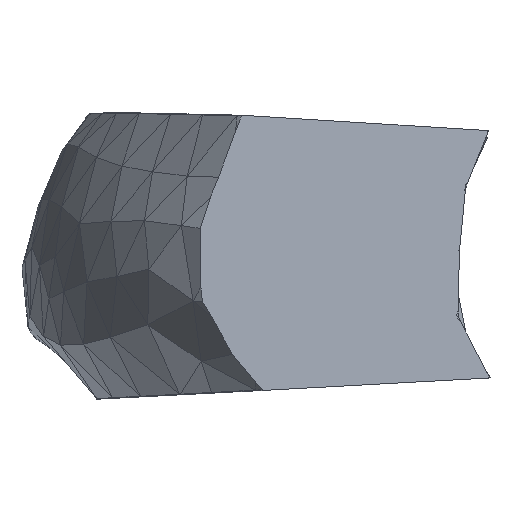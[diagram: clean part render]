
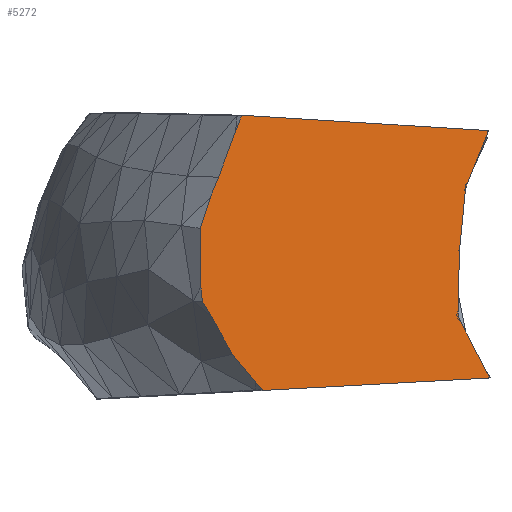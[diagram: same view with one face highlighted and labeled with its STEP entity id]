
A CAD part, left-side view. The second image highlights one B-rep face of the part: STEP entity #5272.
In plain terms, the highlighted planar face has unit normal (-0.705, -0.708, 0.038).
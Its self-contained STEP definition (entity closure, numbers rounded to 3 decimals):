
#376=FACE_OUTER_BOUND('',#738,.T.);
#738=EDGE_LOOP('',(#4525,#4526,#4527,#4528,#4529,#4530,#4531,#4532,#4533,
#4534,#4535,#4536,#4537,#4538,#4539,#4540,#4541,#4542,#4543,#4544,#4545,
#4546,#4547,#4548));
#789=LINE('',#7174,#1484);
#990=LINE('',#7568,#1685);
#1084=LINE('',#7764,#1779);
#1087=LINE('',#7770,#1782);
#1130=LINE('',#7856,#1825);
#1311=LINE('',#8219,#2006);
#1338=LINE('',#8272,#2033);
#1340=LINE('',#8276,#2035);
#1350=LINE('',#8296,#2045);
#1383=LINE('',#8355,#2078);
#1393=LINE('',#8373,#2088);
#1411=LINE('',#8417,#2106);
#1413=LINE('',#8422,#2108);
#1415=LINE('',#8426,#2110);
#1417=LINE('',#8430,#2112);
#1419=LINE('',#8434,#2114);
#1421=LINE('',#8438,#2116);
#1423=LINE('',#8441,#2118);
#1424=LINE('',#8444,#2119);
#1426=LINE('',#8448,#2121);
#1428=LINE('',#8451,#2123);
#1429=LINE('',#8454,#2124);
#1431=LINE('',#8458,#2126);
#1433=LINE('',#8461,#2128);
#1484=VECTOR('',#5715,10.);
#1685=VECTOR('',#6064,10.);
#1779=VECTOR('',#6310,10.);
#1782=VECTOR('',#6315,10.);
#1825=VECTOR('',#6400,10.);
#2006=VECTOR('',#6781,10.);
#2033=VECTOR('',#6842,10.);
#2035=VECTOR('',#6846,10.);
#2045=VECTOR('',#6864,10.);
#2078=VECTOR('',#6927,10.);
#2088=VECTOR('',#6951,10.);
#2106=VECTOR('',#7019,10.);
#2108=VECTOR('',#7025,10.);
#2110=VECTOR('',#7029,10.);
#2112=VECTOR('',#7033,10.);
#2114=VECTOR('',#7037,10.);
#2116=VECTOR('',#7041,10.);
#2118=VECTOR('',#7045,10.);
#2119=VECTOR('',#7048,10.);
#2121=VECTOR('',#7052,10.);
#2123=VECTOR('',#7056,10.);
#2124=VECTOR('',#7059,10.);
#2126=VECTOR('',#7063,10.);
#2128=VECTOR('',#7067,10.);
#2173=VERTEX_POINT('',#7171);
#2174=VERTEX_POINT('',#7173);
#2292=VERTEX_POINT('',#7566);
#2293=VERTEX_POINT('',#7567);
#2319=VERTEX_POINT('',#7763);
#2321=VERTEX_POINT('',#7769);
#2343=VERTEX_POINT('',#7855);
#2424=VERTEX_POINT('',#8217);
#2425=VERTEX_POINT('',#8218);
#2434=VERTEX_POINT('',#8271);
#2435=VERTEX_POINT('',#8275);
#2440=VERTEX_POINT('',#8294);
#2441=VERTEX_POINT('',#8295);
#2453=VERTEX_POINT('',#8372);
#2454=VERTEX_POINT('',#8416);
#2455=VERTEX_POINT('',#8421);
#2456=VERTEX_POINT('',#8425);
#2457=VERTEX_POINT('',#8429);
#2458=VERTEX_POINT('',#8433);
#2459=VERTEX_POINT('',#8437);
#2460=VERTEX_POINT('',#8443);
#2461=VERTEX_POINT('',#8447);
#2462=VERTEX_POINT('',#8453);
#2463=VERTEX_POINT('',#8457);
#2514=EDGE_CURVE('',#2174,#2173,#789,.T.);
#2715=EDGE_CURVE('',#2292,#2293,#990,.T.);
#2809=EDGE_CURVE('',#2319,#2292,#1084,.T.);
#2812=EDGE_CURVE('',#2321,#2319,#1087,.T.);
#2855=EDGE_CURVE('',#2343,#2321,#1130,.T.);
#3036=EDGE_CURVE('',#2424,#2425,#1311,.T.);
#3063=EDGE_CURVE('',#2434,#2424,#1338,.T.);
#3065=EDGE_CURVE('',#2435,#2434,#1340,.T.);
#3075=EDGE_CURVE('',#2440,#2441,#1350,.T.);
#3108=EDGE_CURVE('',#2441,#2435,#1383,.T.);
#3118=EDGE_CURVE('',#2453,#2440,#1393,.T.);
#3136=EDGE_CURVE('',#2454,#2453,#1411,.T.);
#3138=EDGE_CURVE('',#2293,#2455,#1413,.T.);
#3140=EDGE_CURVE('',#2455,#2456,#1415,.T.);
#3142=EDGE_CURVE('',#2456,#2457,#1417,.T.);
#3144=EDGE_CURVE('',#2457,#2458,#1419,.T.);
#3146=EDGE_CURVE('',#2458,#2459,#1421,.T.);
#3148=EDGE_CURVE('',#2425,#2343,#1423,.T.);
#3149=EDGE_CURVE('',#2459,#2460,#1424,.T.);
#3151=EDGE_CURVE('',#2460,#2461,#1426,.T.);
#3153=EDGE_CURVE('',#2461,#2174,#1428,.T.);
#3154=EDGE_CURVE('',#2173,#2462,#1429,.T.);
#3156=EDGE_CURVE('',#2462,#2463,#1431,.T.);
#3158=EDGE_CURVE('',#2463,#2454,#1433,.T.);
#4525=ORIENTED_EDGE('',*,*,#3138,.T.);
#4526=ORIENTED_EDGE('',*,*,#3140,.T.);
#4527=ORIENTED_EDGE('',*,*,#3142,.T.);
#4528=ORIENTED_EDGE('',*,*,#3144,.T.);
#4529=ORIENTED_EDGE('',*,*,#3146,.T.);
#4530=ORIENTED_EDGE('',*,*,#3149,.T.);
#4531=ORIENTED_EDGE('',*,*,#3151,.T.);
#4532=ORIENTED_EDGE('',*,*,#3153,.T.);
#4533=ORIENTED_EDGE('',*,*,#2514,.T.);
#4534=ORIENTED_EDGE('',*,*,#3154,.T.);
#4535=ORIENTED_EDGE('',*,*,#3156,.T.);
#4536=ORIENTED_EDGE('',*,*,#3158,.T.);
#4537=ORIENTED_EDGE('',*,*,#3136,.T.);
#4538=ORIENTED_EDGE('',*,*,#3118,.T.);
#4539=ORIENTED_EDGE('',*,*,#3075,.T.);
#4540=ORIENTED_EDGE('',*,*,#3108,.T.);
#4541=ORIENTED_EDGE('',*,*,#3065,.T.);
#4542=ORIENTED_EDGE('',*,*,#3063,.T.);
#4543=ORIENTED_EDGE('',*,*,#3036,.T.);
#4544=ORIENTED_EDGE('',*,*,#3148,.T.);
#4545=ORIENTED_EDGE('',*,*,#2855,.T.);
#4546=ORIENTED_EDGE('',*,*,#2812,.T.);
#4547=ORIENTED_EDGE('',*,*,#2809,.T.);
#4548=ORIENTED_EDGE('',*,*,#2715,.T.);
#4910=PLANE('',#5648);
#5272=ADVANCED_FACE('',(#376),#4910,.T.);
#5648=AXIS2_PLACEMENT_3D('',#8462,#7068,#7069);
#5715=DIRECTION('',(0.709,-0.704,0.039));
#6064=DIRECTION('',(-0.391,0.344,-0.853));
#6310=DIRECTION('',(-0.372,0.324,-0.87));
#6315=DIRECTION('',(-0.376,0.329,-0.866));
#6400=DIRECTION('',(-0.063,0.009,-0.998));
#6781=DIRECTION('',(0.073,-0.019,0.997));
#6842=DIRECTION('',(0.389,-0.342,0.855));
#6846=DIRECTION('',(0.288,-0.237,0.928));
#6864=DIRECTION('',(0.149,-0.096,0.984));
#6927=DIRECTION('',(0.253,-0.201,0.946));
#6951=DIRECTION('',(0.078,-0.024,0.997));
#7019=DIRECTION('',(-0.003,0.056,0.998));
#7025=DIRECTION('',(-0.34,0.291,-0.894));
#7029=DIRECTION('',(-0.043,-0.01,-0.999));
#7033=DIRECTION('',(0.053,-0.106,-0.993));
#7037=DIRECTION('',(0.423,-0.463,-0.779));
#7041=DIRECTION('',(0.403,-0.444,-0.8));
#7045=DIRECTION('',(-0.707,0.706,0.044));
#7048=DIRECTION('',(0.514,-0.547,-0.661));
#7052=DIRECTION('',(0.52,-0.553,-0.651));
#7056=DIRECTION('',(0.001,-0.054,-0.999));
#7059=DIRECTION('',(-0.001,0.054,0.999));
#7063=DIRECTION('',(-0.385,0.427,0.819));
#7067=DIRECTION('',(-0.333,0.378,0.864));
#7068=DIRECTION('center_axis',(-0.705,-0.708,0.038));
#7069=DIRECTION('ref_axis',(0.053,0.,0.999));
#7171=CARTESIAN_POINT('',(-6.458,101.625,1003.336));
#7173=CARTESIAN_POINT('',(-13.44,108.561,1002.956));
#7174=CARTESIAN_POINT('',(-1.771,96.969,1003.592));
#7566=CARTESIAN_POINT('',(-14.424,109.888,1009.456));
#7567=CARTESIAN_POINT('',(-14.704,110.134,1008.847));
#7568=CARTESIAN_POINT('',(-12.793,108.453,1013.015));
#7763=CARTESIAN_POINT('',(-13.83,109.371,1010.848));
#7764=CARTESIAN_POINT('',(-12.615,108.312,1013.693));
#7769=CARTESIAN_POINT('',(-13.623,109.19,1011.324));
#7770=CARTESIAN_POINT('',(-12.614,108.309,1013.649));
#7855=CARTESIAN_POINT('',(-13.622,109.19,1011.344));
#7856=CARTESIAN_POINT('',(-13.725,109.205,1009.7));
#8217=CARTESIAN_POINT('',(-6.096,101.665,1010.855));
#8218=CARTESIAN_POINT('',(-6.094,101.665,1010.875));
#8219=CARTESIAN_POINT('',(-6.216,101.697,1009.209));
#8271=CARTESIAN_POINT('',(-6.869,102.345,1009.157));
#8272=CARTESIAN_POINT('',(-5.896,101.49,1011.293));
#8275=CARTESIAN_POINT('',(-6.88,102.354,1009.12));
#8276=CARTESIAN_POINT('',(-6.7,102.206,1009.699));
#8294=CARTESIAN_POINT('',(-7.172,102.543,1007.215));
#8295=CARTESIAN_POINT('',(-6.889,102.361,1009.086));
#8296=CARTESIAN_POINT('',(-7.061,102.472,1007.95));
#8355=CARTESIAN_POINT('',(-6.761,102.259,1009.566));
#8372=CARTESIAN_POINT('',(-7.315,102.588,1005.383));
#8373=CARTESIAN_POINT('',(-7.229,102.561,1006.494));
#8416=CARTESIAN_POINT('',(-7.315,102.579,1005.216));
#8417=CARTESIAN_POINT('',(-7.317,102.627,1006.071));
#8421=CARTESIAN_POINT('',(-15.066,110.444,1007.896));
#8422=CARTESIAN_POINT('',(-13.671,109.251,1011.557));
#8425=CARTESIAN_POINT('',(-15.143,110.426,1006.111));
#8426=CARTESIAN_POINT('',(-15.07,110.443,1007.799));
#8429=CARTESIAN_POINT('',(-15.119,110.379,1005.676));
#8430=CARTESIAN_POINT('',(-15.094,110.328,1005.194));
#8433=CARTESIAN_POINT('',(-14.881,110.119,1005.238));
#8434=CARTESIAN_POINT('',(-12.24,107.228,1000.378));
#8437=CARTESIAN_POINT('',(-14.288,109.464,1004.059));
#8438=CARTESIAN_POINT('',(-12.488,107.48,1000.484));
#8441=CARTESIAN_POINT('',(-0.902,96.474,1010.552));
#8443=CARTESIAN_POINT('',(-13.638,108.772,1003.222));
#8444=CARTESIAN_POINT('',(-11.136,106.108,1000.004));
#8447=CARTESIAN_POINT('',(-13.44,108.562,1002.976));
#8448=CARTESIAN_POINT('',(-11.055,106.026,999.988));
#8451=CARTESIAN_POINT('',(-13.442,108.656,1004.697));
#8453=CARTESIAN_POINT('',(-6.458,101.626,1003.356));
#8454=CARTESIAN_POINT('',(-6.459,101.719,1005.078));
#8457=CARTESIAN_POINT('',(-7.237,102.49,1005.014));
#8458=CARTESIAN_POINT('',(-6.596,101.779,1003.65));
#8461=CARTESIAN_POINT('',(-6.854,102.056,1004.021));
#8462=CARTESIAN_POINT('Origin',(-0.666,96.055,1007.115));
